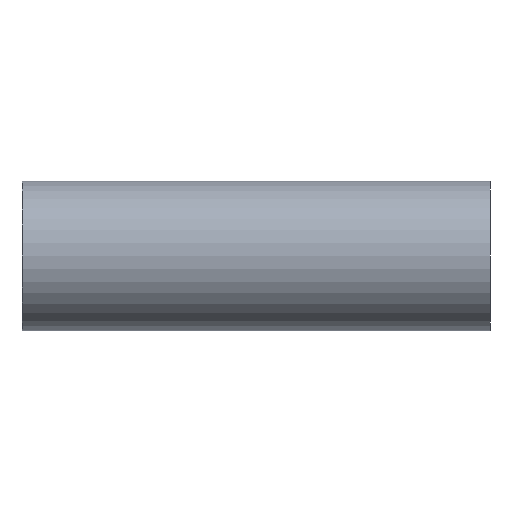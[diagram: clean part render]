
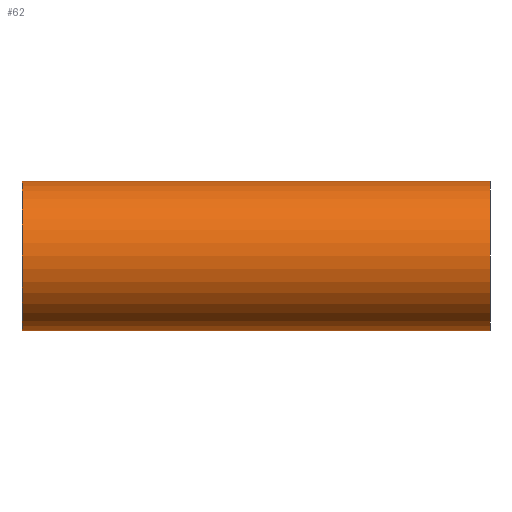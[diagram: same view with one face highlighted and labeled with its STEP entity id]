
A CAD part, left-side view. The second image highlights one B-rep face of the part: STEP entity #62.
In plain terms, the highlighted cylindrical face has radius 16 mm (diameter 32 mm), a partial arc.
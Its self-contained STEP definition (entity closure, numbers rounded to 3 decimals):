
#6 = DIRECTION ( 'NONE',  ( 0., -1., 0. ) ) ;
#13 = VERTEX_POINT ( 'NONE', #87 ) ;
#16 = EDGE_CURVE ( 'NONE', #150, #157, #219, .T. ) ;
#20 = ORIENTED_EDGE ( 'NONE', *, *, #217, .F. ) ;
#27 = CARTESIAN_POINT ( 'NONE',  ( 0., 100., -16. ) ) ;
#44 = CARTESIAN_POINT ( 'NONE',  ( 0., 0., 16. ) ) ;
#46 = CARTESIAN_POINT ( 'NONE',  ( 0., 100., 0. ) ) ;
#62 = ADVANCED_FACE ( 'NONE', ( #64 ), #190, .T. ) ;
#64 = FACE_OUTER_BOUND ( 'NONE', #79, .T. ) ;
#66 = DIRECTION ( 'NONE',  ( 0., 1., 0. ) ) ;
#72 = ORIENTED_EDGE ( 'NONE', *, *, #192, .F. ) ;
#77 = AXIS2_PLACEMENT_3D ( 'NONE', #46, #184, #88 ) ;
#79 = EDGE_LOOP ( 'NONE', ( #72, #20, #81, #121 ) ) ;
#80 = CARTESIAN_POINT ( 'NONE',  ( 0., 100., 0. ) ) ;
#81 = ORIENTED_EDGE ( 'NONE', *, *, #135, .T. ) ;
#85 = VERTEX_POINT ( 'NONE', #238 ) ;
#87 = CARTESIAN_POINT ( 'NONE',  ( 0., 100., -16. ) ) ;
#88 = DIRECTION ( 'NONE',  ( 0., 0., -1. ) ) ;
#104 = DIRECTION ( 'NONE',  ( 0., 1., 0. ) ) ;
#111 = VECTOR ( 'NONE', #153, 1000. ) ;
#121 = ORIENTED_EDGE ( 'NONE', *, *, #16, .T. ) ;
#127 = CARTESIAN_POINT ( 'NONE',  ( 0., 100., 16. ) ) ;
#130 = AXIS2_PLACEMENT_3D ( 'NONE', #80, #104, #232 ) ;
#135 = EDGE_CURVE ( 'NONE', #13, #150, #240, .T. ) ;
#145 = CARTESIAN_POINT ( 'NONE',  ( 0., 0., 0. ) ) ;
#150 = VERTEX_POINT ( 'NONE', #194 ) ;
#153 = DIRECTION ( 'NONE',  ( 0., -1., 0. ) ) ;
#157 = VERTEX_POINT ( 'NONE', #44 ) ;
#166 = LINE ( 'NONE', #127, #243 ) ;
#184 = DIRECTION ( 'NONE',  ( 0., -1., 0. ) ) ;
#190 = CYLINDRICAL_SURFACE ( 'NONE', #77, 16. ) ;
#192 = EDGE_CURVE ( 'NONE', #85, #157, #166, .T. ) ;
#194 = CARTESIAN_POINT ( 'NONE',  ( 0., 0., -16. ) ) ;
#197 = DIRECTION ( 'NONE',  ( 0., 0., 1. ) ) ;
#201 = CIRCLE ( 'NONE', #130, 16. ) ;
#217 = EDGE_CURVE ( 'NONE', #13, #85, #201, .T. ) ;
#219 = CIRCLE ( 'NONE', #228, 16. ) ;
#228 = AXIS2_PLACEMENT_3D ( 'NONE', #145, #66, #197 ) ;
#232 = DIRECTION ( 'NONE',  ( 0., 0., 1. ) ) ;
#238 = CARTESIAN_POINT ( 'NONE',  ( 0., 100., 16. ) ) ;
#240 = LINE ( 'NONE', #27, #111 ) ;
#243 = VECTOR ( 'NONE', #6, 1000. ) ;
